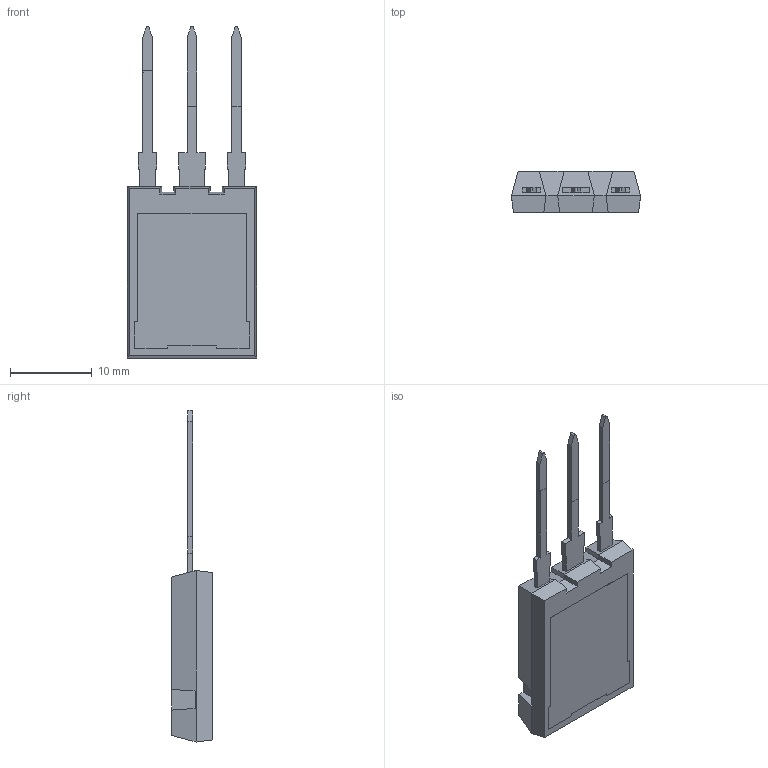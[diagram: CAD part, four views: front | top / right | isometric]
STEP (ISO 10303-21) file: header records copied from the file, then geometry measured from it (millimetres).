
FILE_DESCRIPTION (( 'STEP AP214' ), '1' );
FILE_NAME ('TO247-(P+)-3.STEP', '2018-11-13T00:52:00', ( '' ), ( '' ), 'SwSTEP 2.0', 'SolidWorks 2014', '' );
FILE_SCHEMA (( 'AUTOMOTIVE_DESIGN' ));
Length unit declared in the file: millimetre
Products named in the file (1): TO247-(P+)-3
Bounding box: 15.8 x 5.01 x 40.66 mm (x, y, z)
Volume: 1580.6 mm3; surface area: 1220.3 mm2
Topology: 1 solids, 1 shells, 116 faces, 300 edges, 192 vertices
Faces by surface type: plane 109, cylinder 7
Entity records: 4505 total; most frequent: CARTESIAN_POINT 615, ORIENTED_EDGE 600, DIRECTION 546, EDGE_CURVE 300, LINE 284, VECTOR 284, VERTEX_POINT 192, AXIS2_PLACEMENT_3D 131
